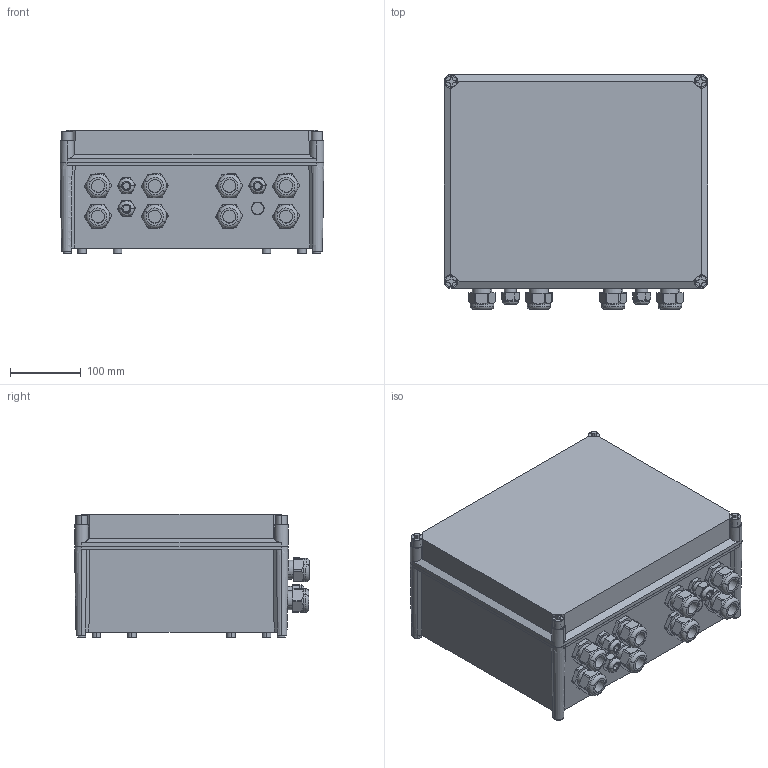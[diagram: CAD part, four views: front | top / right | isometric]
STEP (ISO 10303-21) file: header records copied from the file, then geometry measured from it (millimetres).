
FILE_DESCRIPTION(('CATIA V5 STEP Exchange','CAx-IF Rec.Pracs.--- Model Styling and Organization---1.4--- 2014-01-23'),'2;1');
FILE_NAME ('D1405816_1', '2020-01-30T13:29:45+00:00', ('none'), ('Weidmueller'), 'CATIA Version 5-6 Release 2016 SP3 HF44', 'CATIA V5 STEP AP214', 'none');
FILE_SCHEMA(('AUTOMOTIVE_DESIGN { 1 0 10303 214 1 1 1 1 }'));
Length unit declared in the file: millimetre
Products named in the file (1): 2683120000
Bounding box: 372.1 x 331.18 x 174 mm (x, y, z)
Volume: 17153171.6 mm3; surface area: 788601.8 mm2
Topology: 18 solids, 18 shells, 867 faces, 2765 edges, 1995 vertices
Faces by surface type: plane 383, cylinder 362, cone 96, torus 20, bspline 6
Entity records: 33753 total; most frequent: CARTESIAN_POINT 10038, ORIENTED_EDGE 5518, DIRECTION 3475, EDGE_CURVE 2759, VERTEX_POINT 1995, AXIS2_PLACEMENT_3D 1673, VECTOR 1153, LINE 1153
